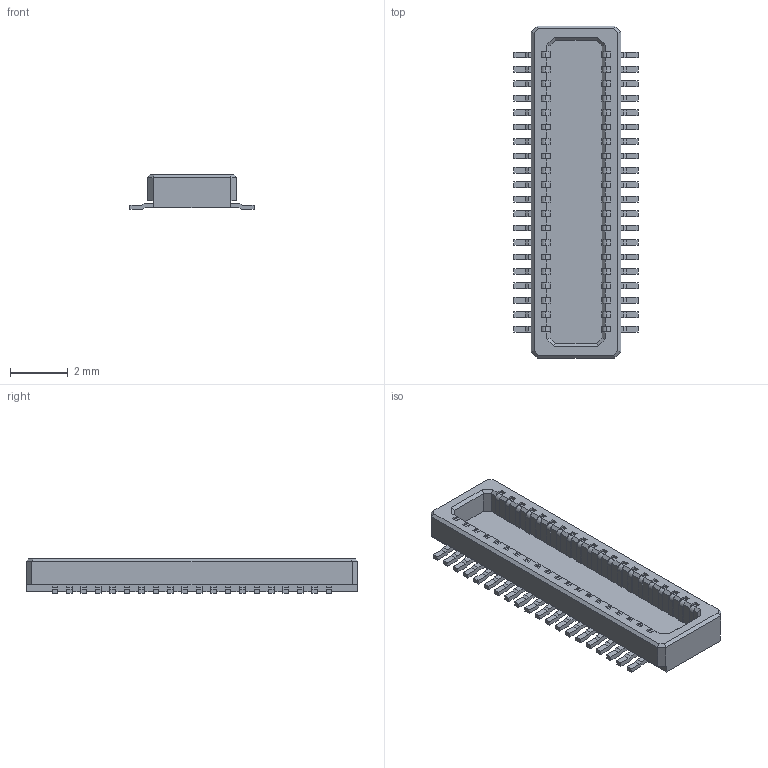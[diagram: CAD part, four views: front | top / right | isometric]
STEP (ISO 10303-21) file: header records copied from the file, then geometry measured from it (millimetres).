
FILE_DESCRIPTION(/* description */ ('Unknown'),/* implementation_level */ '2;1');
FILE_NAME(/* name */ 'J_Wurth_WR-BTB_658511223040',/* time_stamp */ '2025-05-22T16:56:04+08:00',/* author */ ('Unknown'),/* organization */ ('Unknown'),/* preprocessor_version */ 'ST-DEVELOPER v19.4',/* originating_system */ 'Solid Edge',/* authorisation */ 'Unknown');
FILE_SCHEMA (('AUTOMOTIVE_DESIGN {1 0 10303 214 3 1 1}'));
Length unit declared in the file: millimetre
Products named in the file (2): J_Wurth_WR-BTB_658511223040
Assembly tree (1 placements, depth 2):
  J_Wurth_WR-BTB_658511223040
    J_Wurth_WR-BTB_658511223040
Bounding box: 4.3 x 11.5 x 1.2 mm (x, y, z)
Volume: 23.7 mm3; surface area: 169.7 mm2
Topology: 1 solids, 1 shells, 1639 faces, 4492 edges, 2856 vertices
Faces by surface type: plane 1399, cylinder 240
Entity records: 62434 total; most frequent: CARTESIAN_POINT 8989, ORIENTED_EDGE 8984, DIRECTION 8414, EDGE_CURVE 4492, LINE 3852, VECTOR 3852, VERTEX_POINT 2856, AXIS2_PLACEMENT_3D 2281
